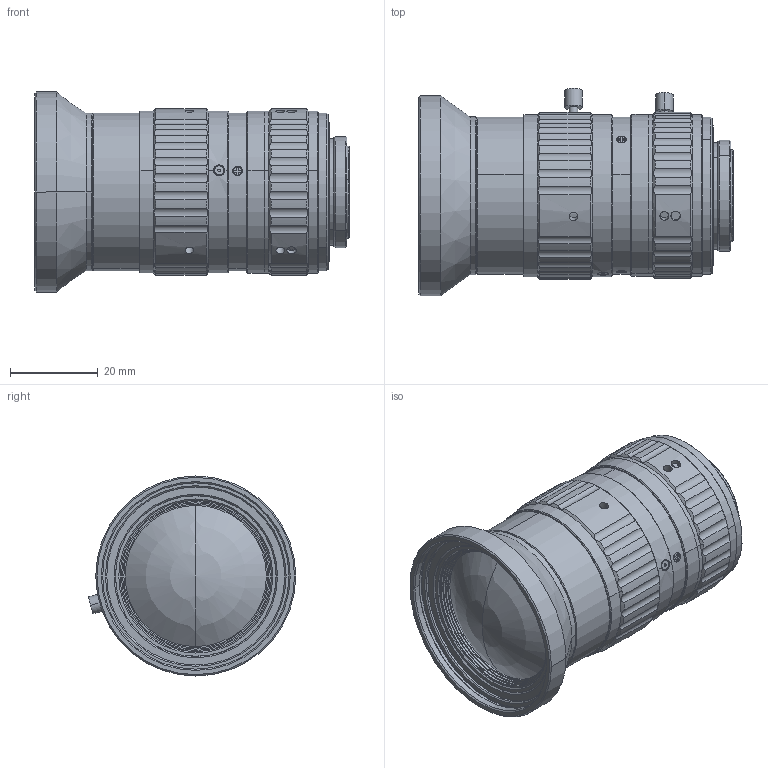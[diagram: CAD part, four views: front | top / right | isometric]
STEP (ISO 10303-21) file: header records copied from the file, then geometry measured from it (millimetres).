
FILE_DESCRIPTION(('FreeCAD Model'),'2;1');
FILE_NAME('Open CASCADE Shape Model','2025-01-21T15:08:27',('Author'),( ''),'Open CASCADE STEP processor 7.8','FreeCAD','Unknown');
FILE_SCHEMA(('AUTOMOTIVE_DESIGN { 1 0 10303 214 1 1 1 1 }'));
Length unit declared in the file: millimetre
Products named in the file (23): VA-LCM-25MP-16MM-F2.8-110; MSBR-77; MSBR-76; MSBR-75; MSBR-74; MSBR-73; MSBR-72; MSBR-71; MSBR-70; MSBR-69; MSBR-68; MSBR-67; MSBR-66; MSBR-53; MSBR-52; MSBR-50; MSBR-49; MSBR-48; MSBR-47; MSBR-10; MSBR-3; MSBR-2; MSBR-1
Assembly tree (22 placements, depth 2):
  VA-LCM-25MP-16MM-F2.8-110
    MSBR-77
    MSBR-76
    MSBR-75
    MSBR-74
    MSBR-73
    MSBR-72
    MSBR-71
    MSBR-70
    MSBR-69
    MSBR-68
    MSBR-67
    MSBR-66
    MSBR-53
    MSBR-52
    MSBR-50
    MSBR-49
    MSBR-48
    MSBR-47
    MSBR-10
    MSBR-3
    MSBR-2
    MSBR-1
Bounding box: 71.73 x 47.32 x 45.6 mm (x, y, z)
Volume: 43832.8 mm3; surface area: 40554.1 mm2
Topology: 22 solids, 22 shells, 738 faces, 1742 edges, 1103 vertices
Faces by surface type: cylinder 371, plane 202, cone 155, sphere 8, torus 2
Entity records: 24462 total; most frequent: CARTESIAN_POINT 6504, DIRECTION 3830, ORIENTED_EDGE 3468, EDGE_CURVE 1734, AXIS2_PLACEMENT_3D 1545, VERTEX_POINT 1103, FACE_BOUND 871, EDGE_LOOP 871
